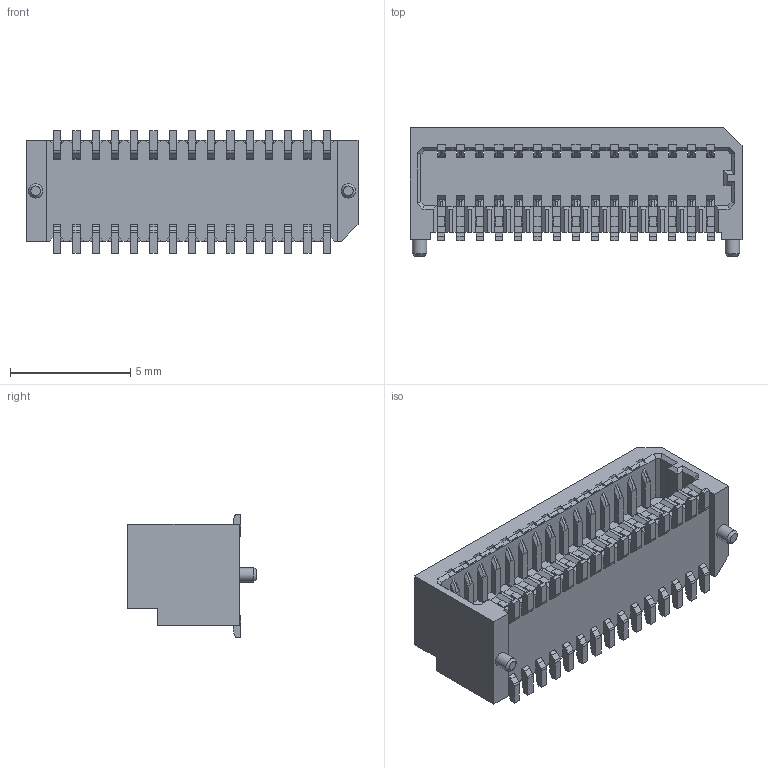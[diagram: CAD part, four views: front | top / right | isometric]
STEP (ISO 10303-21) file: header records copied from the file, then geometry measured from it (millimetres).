
FILE_DESCRIPTION( ('This file contains a STEP AP42 implementation' ,'as created by ZW3D STEP Interface translator.') ,'2;1' );
FILE_NAME( '3612-SXXX-047XXR02.stp' ,'23 320.143053', (''), ('ZWCAD Software Co.'), 'Version 1.0', 'ZW3D to STEP translator', '' );
FILE_SCHEMA(('AUTOMOTIVE_DESIGN { 1 0 10303 214 1 1 1 1 }'));
Length unit declared in the file: millimetre
Products named in the file (2): 0; 3612-SXXX-047XXR02
Bounding box: 13.8 x 5.35 x 5.1 mm (x, y, z)
Volume: 179.3 mm3; surface area: 495.3 mm2
Topology: 1 solids, 16 shells, 1805 faces, 5380 edges, 3487 vertices
Faces by surface type: plane 1456, cylinder 347, cone 2
Full cylindrical faces by diameter (mm): 0.6 x2
Entity records: 61920 total; most frequent: CARTESIAN_POINT 10913, ORIENTED_EDGE 10760, DIRECTION 9598, EDGE_CURVE 5380, VECTOR 4654, LINE 4654, VERTEX_POINT 3487, AXIS2_PLACEMENT_3D 2472
